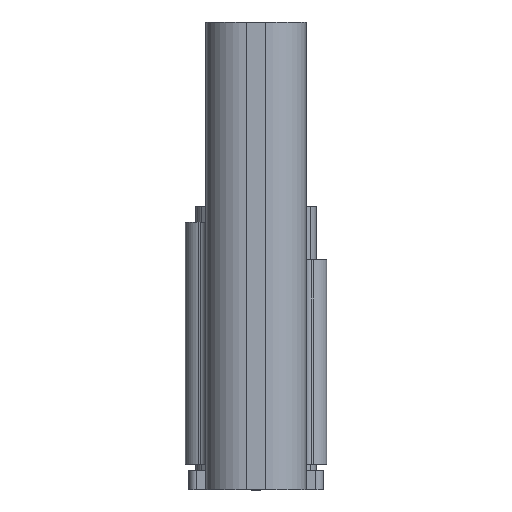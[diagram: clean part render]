
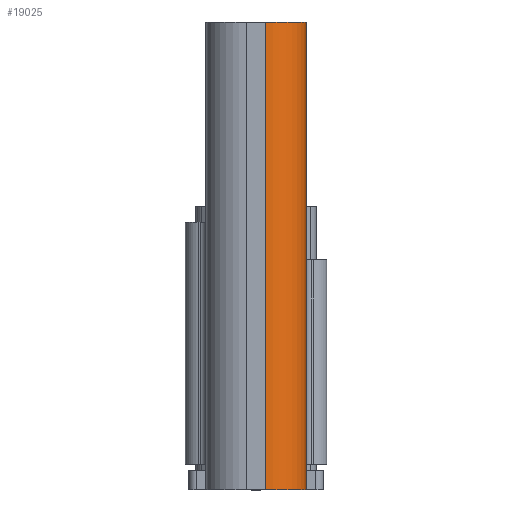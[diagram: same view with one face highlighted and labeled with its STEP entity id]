
A CAD part, left-side view. The second image highlights one B-rep face of the part: STEP entity #19025.
In plain terms, the highlighted cylindrical face has radius 1.28 mm (diameter 2.56 mm), a partial arc.
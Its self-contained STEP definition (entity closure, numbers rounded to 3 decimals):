
#3370=CARTESIAN_POINT('',(262.725,30.65,-45.4));
#3371=DIRECTION('',(0.,0.,1.));
#3372=DIRECTION('',(-1.,0.,0.));
#3373=AXIS2_PLACEMENT_3D('',#3370,#3371,#3372);
#3414=DIRECTION('',(0.,0.,1.));
#3415=VECTOR('',#3414,14.75);
#3416=CARTESIAN_POINT('',(261.445,30.65,-45.4));
#3417=LINE('',#3416,#3415);
#3418=DIRECTION('',(0.,0.,-1.));
#3419=VECTOR('',#3418,14.75);
#3420=CARTESIAN_POINT('',(262.725,29.37,-30.65));
#3421=LINE('',#3420,#3419);
#3446=CARTESIAN_POINT('',(262.725,30.65,-30.65));
#3447=DIRECTION('',(0.,0.,-1.));
#3448=DIRECTION('',(0.,-1.,0.));
#3449=AXIS2_PLACEMENT_3D('',#3446,#3447,#3448);
#12759=CARTESIAN_POINT('',(261.445,30.65,-45.4));
#12760=CARTESIAN_POINT('',(262.725,29.37,-45.4));
#12761=VERTEX_POINT('',#12759);
#12762=VERTEX_POINT('',#12760);
#12773=CARTESIAN_POINT('',(261.445,30.65,-30.65));
#12774=VERTEX_POINT('',#12773);
#12775=CARTESIAN_POINT('',(262.725,29.37,-30.65));
#12776=VERTEX_POINT('',#12775);
#19011=CARTESIAN_POINT('',(262.725,30.65,-30.65));
#19012=DIRECTION('',(0.,0.,1.));
#19013=DIRECTION('',(1.,0.,0.));
#19014=AXIS2_PLACEMENT_3D('',#19011,#19012,#19013);
#19015=CYLINDRICAL_SURFACE('',#19014,1.28);
#19016=ORIENTED_EDGE('',*,*,#18980,.F.);
#19018=ORIENTED_EDGE('',*,*,#19017,.T.);
#19020=ORIENTED_EDGE('',*,*,#19019,.F.);
#19022=ORIENTED_EDGE('',*,*,#19021,.T.);
#19023=EDGE_LOOP('',(#19016,#19018,#19020,#19022));
#19024=FACE_OUTER_BOUND('',#19023,.F.);
#3374=CIRCLE('',#3373,1.28);
#3450=CIRCLE('',#3449,1.28);
#18980=EDGE_CURVE('',#12761,#12762,#3374,.T.);
#19017=EDGE_CURVE('',#12761,#12774,#3417,.T.);
#19019=EDGE_CURVE('',#12776,#12774,#3450,.T.);
#19021=EDGE_CURVE('',#12776,#12762,#3421,.T.);
#19025=ADVANCED_FACE('',(#19024),#19015,.T.);
